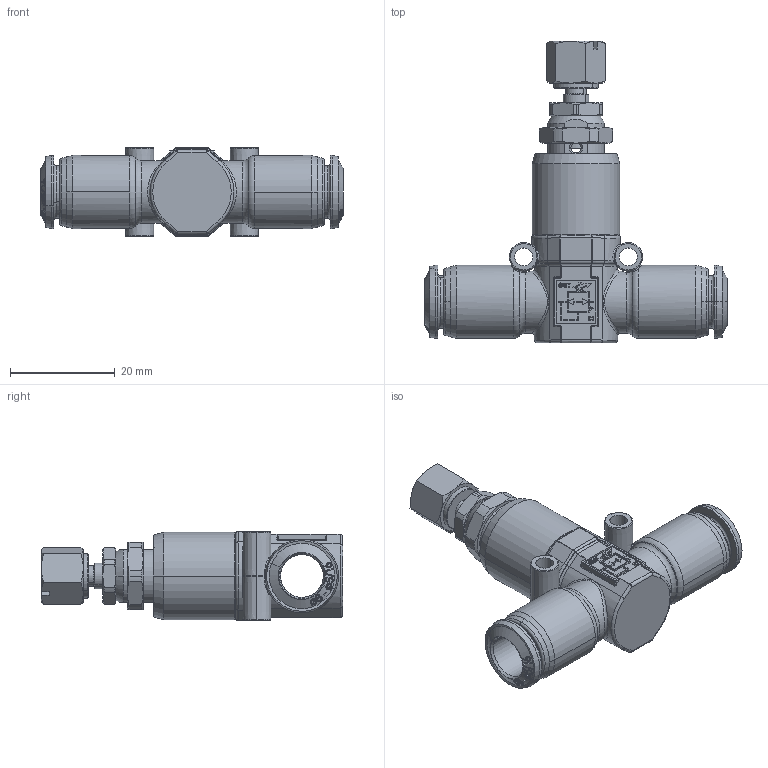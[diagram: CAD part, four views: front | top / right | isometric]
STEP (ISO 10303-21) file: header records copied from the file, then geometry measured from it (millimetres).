
FILE_DESCRIPTION (( 'STEP AP214' ), '1' );
FILE_NAME ('5597000003A.STEP', '2015-07-08T11:19:01', ( '' ), ( '' ), 'SwSTEP 2.0', 'SolidWorks 2015', '' );
FILE_SCHEMA (( 'AUTOMOTIVE_DESIGN' ));
Length unit declared in the file: millimetre
Products named in the file (1): 5597000003A
Bounding box: 57.8 x 57.62 x 17 mm (x, y, z)
Surface area: 7488.8 mm2 (no closed solid volume)
Topology: 0 solids, 10 shells, 709 faces, 2004 edges, 1281 vertices
Faces by surface type: bspline 226, plane 212, cone 128, cylinder 107, torus 34, sphere 2
Entity records: 43128 total; most frequent: CARTESIAN_POINT 19409, ORIENTED_EDGE 3615, DIRECTION 2520, EDGE_CURVE 1996, VERTEX_POINT 1281, AXIS2_PLACEMENT_3D 899, B_SPLINE_CURVE_WITH_KNOTS 807, EDGE_LOOP 774
